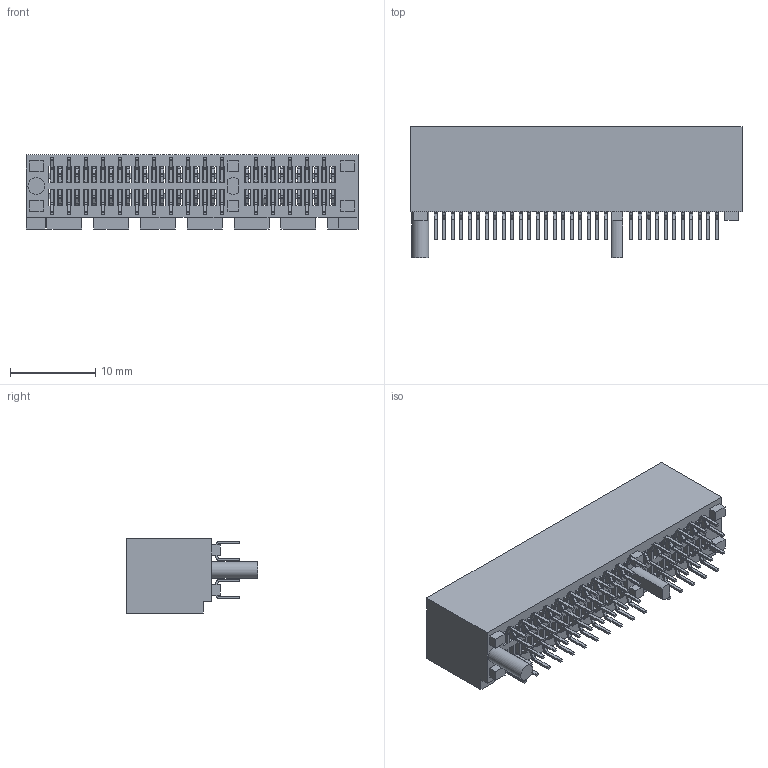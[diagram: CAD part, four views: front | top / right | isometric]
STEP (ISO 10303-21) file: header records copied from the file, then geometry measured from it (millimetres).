
FILE_DESCRIPTION( ( 'STEP AP214' ), ' ' );
FILE_NAME( 'PCIE-064-02-F-D-TH.stp', '2017-06-15T02:31:09', ( '' ), ( '' ), ' ', 'PARTsolutions', ' ' );
FILE_SCHEMA( ( 'AUTOMOTIVE_DESIGN { 1 0 10303 214 1 1 1 1 }' ) );
Length unit declared in the file: millimetre
Products named in the file (4): PCIE-064-02-F-D-TH; _PCIE-064-02-F-D-TH_body; _PCIE-064-02-F-D-TH_pins1; _PCIE-064-02-F-D-TH_pins2
Assembly tree (3 placements, depth 2):
  PCIE-064-02-F-D-TH
    _PCIE-064-02-F-D-TH_body
    _PCIE-064-02-F-D-TH_pins1
    _PCIE-064-02-F-D-TH_pins2
Bounding box: 39 x 15.41 x 8.7 mm (x, y, z)
Volume: 2010 mm3; surface area: 6302.7 mm2
Topology: 3 solids, 3 shells, 2677 faces, 8351 edges, 5563 vertices
Faces by surface type: plane 1906, cylinder 771
Full cylindrical faces by diameter (mm): 1.981 x1
Entity records: 114316 total; most frequent: ORIENTED_EDGE 16700, CARTESIAN_POINT 16594, DIRECTION 15254, EDGE_CURVE 8350, LINE 6808, VECTOR 6808, VERTEX_POINT 5563, AXIS2_PLACEMENT_3D 4223
